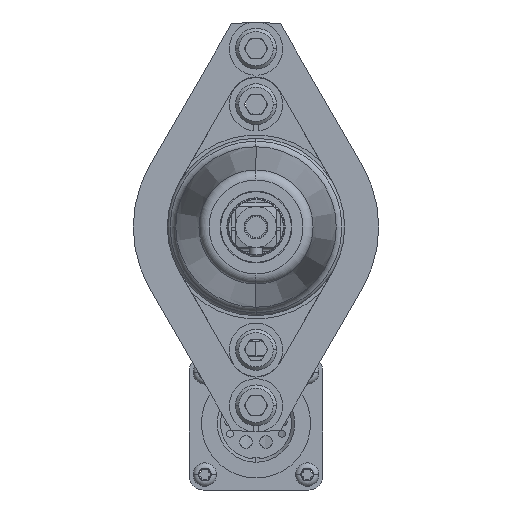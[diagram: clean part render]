
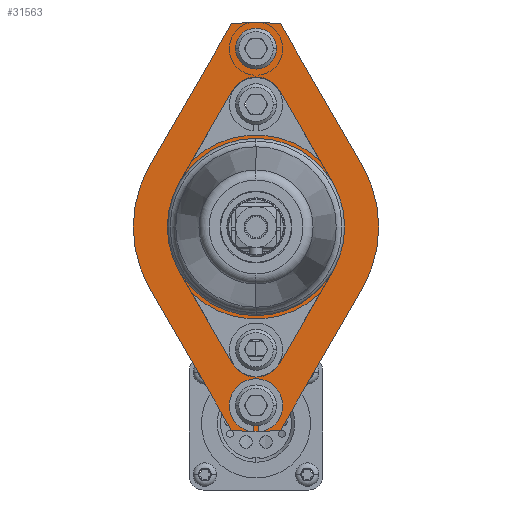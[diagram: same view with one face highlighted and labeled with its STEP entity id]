
A CAD part, left-side view. The second image highlights one B-rep face of the part: STEP entity #31563.
In plain terms, the highlighted planar face has unit normal (-1, 0, 0).
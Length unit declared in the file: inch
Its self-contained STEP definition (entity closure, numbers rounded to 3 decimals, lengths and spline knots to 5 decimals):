
#30383=DIRECTION('',(0.,-0.5,0.866));
#30384=VECTOR('',#30383,1.5);
#30385=CARTESIAN_POINT('',(-8.816,0.97928,0.5625));
#30386=LINE('',#30385,#30384);
#30387=CARTESIAN_POINT('',(-8.816,0.005,0.));
#30388=DIRECTION('',(1.,0.,0.));
#30389=DIRECTION('',(0.,0.12,0.993));
#30390=AXIS2_PLACEMENT_3D('',#30387,#30388,#30389);
#30392=DIRECTION('',(0.,-0.5,-0.866));
#30393=VECTOR('',#30392,1.5);
#30394=CARTESIAN_POINT('',(-8.816,-0.21928,1.86154));
#30395=LINE('',#30394,#30393);
#30396=CARTESIAN_POINT('',(-8.816,0.005,0.));
#30397=DIRECTION('',(1.,0.,0.));
#30398=DIRECTION('',(0.,-0.866,0.5));
#30399=AXIS2_PLACEMENT_3D('',#30396,#30397,#30398);
#30401=DIRECTION('',(0.,0.5,-0.866));
#30402=VECTOR('',#30401,1.5);
#30403=CARTESIAN_POINT('',(-8.816,-0.96928,-0.5625));
#30404=LINE('',#30403,#30402);
#30405=CARTESIAN_POINT('',(-8.816,0.005,0.));
#30406=DIRECTION('',(1.,0.,0.));
#30407=DIRECTION('',(0.,-0.12,-0.993));
#30408=AXIS2_PLACEMENT_3D('',#30405,#30406,#30407);
#30410=DIRECTION('',(0.,0.5,0.866));
#30411=VECTOR('',#30410,1.5);
#30412=CARTESIAN_POINT('',(-8.816,0.22928,-1.86154));
#30413=LINE('',#30412,#30411);
#30414=CARTESIAN_POINT('',(-8.816,0.005,0.));
#30415=DIRECTION('',(1.,0.,0.));
#30416=DIRECTION('',(0.,0.866,-0.5));
#30417=AXIS2_PLACEMENT_3D('',#30414,#30415,#30416);
#30419=CARTESIAN_POINT('',(-8.816,0.005,0.));
#30420=DIRECTION('',(-1.,0.,0.));
#30421=DIRECTION('',(0.,-1.,0.));
#30422=AXIS2_PLACEMENT_3D('',#30419,#30420,#30421);
#30424=CARTESIAN_POINT('',(-8.816,0.005,0.));
#30425=DIRECTION('',(-1.,0.,0.));
#30426=DIRECTION('',(0.,1.,0.));
#30427=AXIS2_PLACEMENT_3D('',#30424,#30425,#30426);
#30429=CARTESIAN_POINT('',(-8.816,0.005,-1.635));
#30430=DIRECTION('',(-1.,0.,0.));
#30431=DIRECTION('',(0.,-1.,0.));
#30432=AXIS2_PLACEMENT_3D('',#30429,#30430,#30431);
#30434=CARTESIAN_POINT('',(-8.816,0.005,-1.635));
#30435=DIRECTION('',(-1.,0.,0.));
#30436=DIRECTION('',(0.,1.,0.));
#30437=AXIS2_PLACEMENT_3D('',#30434,#30435,#30436);
#30439=CARTESIAN_POINT('',(-8.816,0.005,1.635));
#30440=DIRECTION('',(-1.,0.,0.));
#30441=DIRECTION('',(0.,-1.,0.));
#30442=AXIS2_PLACEMENT_3D('',#30439,#30440,#30441);
#30444=CARTESIAN_POINT('',(-8.816,0.005,1.635));
#30445=DIRECTION('',(-1.,0.,0.));
#30446=DIRECTION('',(0.,1.,0.));
#30447=AXIS2_PLACEMENT_3D('',#30444,#30445,#30446);
#30449=CARTESIAN_POINT('',(-8.816,0.005,1.125));
#30450=DIRECTION('',(-1.,0.,0.));
#30451=DIRECTION('',(0.,0.,1.));
#30452=AXIS2_PLACEMENT_3D('',#30449,#30450,#30451);
#30454=CARTESIAN_POINT('',(-8.816,0.005,1.125));
#30455=DIRECTION('',(-1.,0.,0.));
#30456=DIRECTION('',(0.,0.,-1.));
#30457=AXIS2_PLACEMENT_3D('',#30454,#30455,#30456);
#30459=CARTESIAN_POINT('',(-8.816,0.005,-1.125));
#30460=DIRECTION('',(-1.,0.,0.));
#30461=DIRECTION('',(0.,0.,1.));
#30462=AXIS2_PLACEMENT_3D('',#30459,#30460,#30461);
#30464=CARTESIAN_POINT('',(-8.816,0.005,-1.125));
#30465=DIRECTION('',(-1.,0.,0.));
#30466=DIRECTION('',(0.,0.,-1.));
#30467=AXIS2_PLACEMENT_3D('',#30464,#30465,#30466);
#31308=CARTESIAN_POINT('',(-8.816,0.70175,0.));
#31309=CARTESIAN_POINT('',(-8.816,-0.69175,0.));
#31310=VERTEX_POINT('',#31308);
#31311=VERTEX_POINT('',#31309);
#31312=CARTESIAN_POINT('',(-8.816,0.97928,0.5625));
#31313=CARTESIAN_POINT('',(-8.816,0.22928,1.86154));
#31314=VERTEX_POINT('',#31312);
#31315=VERTEX_POINT('',#31313);
#31316=CARTESIAN_POINT('',(-8.816,-0.21928,1.86154));
#31317=VERTEX_POINT('',#31316);
#31318=CARTESIAN_POINT('',(-8.816,-0.96928,0.5625));
#31319=VERTEX_POINT('',#31318);
#31320=CARTESIAN_POINT('',(-8.816,-0.96928,-0.5625));
#31321=VERTEX_POINT('',#31320);
#31322=CARTESIAN_POINT('',(-8.816,-0.21928,-1.86154));
#31323=VERTEX_POINT('',#31322);
#31324=CARTESIAN_POINT('',(-8.816,0.22928,-1.86154));
#31325=VERTEX_POINT('',#31324);
#31326=CARTESIAN_POINT('',(-8.816,0.97928,-0.5625));
#31327=VERTEX_POINT('',#31326);
#31344=CARTESIAN_POINT('',(-8.816,0.1455,-1.635));
#31345=CARTESIAN_POINT('',(-8.816,-0.1355,-1.635));
#31346=VERTEX_POINT('',#31344);
#31347=VERTEX_POINT('',#31345);
#31356=CARTESIAN_POINT('',(-8.816,0.005,0.9925));
#31357=CARTESIAN_POINT('',(-8.816,0.005,1.2575));
#31358=VERTEX_POINT('',#31356);
#31359=VERTEX_POINT('',#31357);
#31432=CARTESIAN_POINT('',(-8.816,0.005,-0.9925));
#31433=CARTESIAN_POINT('',(-8.816,0.005,-1.2575));
#31434=VERTEX_POINT('',#31432);
#31435=VERTEX_POINT('',#31433);
#31463=CARTESIAN_POINT('',(-8.816,0.1455,1.635));
#31464=CARTESIAN_POINT('',(-8.816,-0.1355,1.635));
#31465=VERTEX_POINT('',#31463);
#31466=VERTEX_POINT('',#31464);
#31510=CARTESIAN_POINT('',(-8.816,0.005,0.));
#31511=DIRECTION('',(1.,0.,0.));
#31512=DIRECTION('',(0.,1.,0.));
#31513=AXIS2_PLACEMENT_3D('',#31510,#31511,#31512);
#31514=PLANE('',#31513);
#31516=ORIENTED_EDGE('',*,*,#31515,.T.);
#31518=ORIENTED_EDGE('',*,*,#31517,.T.);
#31520=ORIENTED_EDGE('',*,*,#31519,.T.);
#31522=ORIENTED_EDGE('',*,*,#31521,.T.);
#31524=ORIENTED_EDGE('',*,*,#31523,.T.);
#31526=ORIENTED_EDGE('',*,*,#31525,.T.);
#31528=ORIENTED_EDGE('',*,*,#31527,.T.);
#31530=ORIENTED_EDGE('',*,*,#31529,.T.);
#31531=EDGE_LOOP('',(#31516,#31518,#31520,#31522,#31524,#31526,#31528,#31530));
#31532=FACE_OUTER_BOUND('',#31531,.F.);
#31534=ORIENTED_EDGE('',*,*,#31533,.T.);
#31536=ORIENTED_EDGE('',*,*,#31535,.T.);
#31537=EDGE_LOOP('',(#31534,#31536));
#31538=FACE_BOUND('',#31537,.F.);
#31540=ORIENTED_EDGE('',*,*,#31539,.T.);
#31542=ORIENTED_EDGE('',*,*,#31541,.T.);
#31543=EDGE_LOOP('',(#31540,#31542));
#31544=FACE_BOUND('',#31543,.F.);
#31546=ORIENTED_EDGE('',*,*,#31545,.T.);
#31548=ORIENTED_EDGE('',*,*,#31547,.T.);
#31549=EDGE_LOOP('',(#31546,#31548));
#31550=FACE_BOUND('',#31549,.F.);
#31552=ORIENTED_EDGE('',*,*,#31551,.T.);
#31554=ORIENTED_EDGE('',*,*,#31553,.T.);
#31555=EDGE_LOOP('',(#31552,#31554));
#31556=FACE_BOUND('',#31555,.F.);
#31558=ORIENTED_EDGE('',*,*,#31557,.T.);
#31560=ORIENTED_EDGE('',*,*,#31559,.T.);
#31561=EDGE_LOOP('',(#31558,#31560));
#31562=FACE_BOUND('',#31561,.F.);
#31563=ADVANCED_FACE('',(#31532,#31538,#31544,#31550,#31556,#31562),#31514,.F.);
#30391=CIRCLE('',#30390,1.875);
#30400=CIRCLE('',#30399,1.125);
#30409=CIRCLE('',#30408,1.875);
#30418=CIRCLE('',#30417,1.125);
#30423=CIRCLE('',#30422,0.69675);
#30428=CIRCLE('',#30427,0.69675);
#30433=CIRCLE('',#30432,0.1405);
#30438=CIRCLE('',#30437,0.1405);
#30443=CIRCLE('',#30442,0.1405);
#30448=CIRCLE('',#30447,0.1405);
#30453=CIRCLE('',#30452,0.1325);
#30458=CIRCLE('',#30457,0.1325);
#30463=CIRCLE('',#30462,0.1325);
#30468=CIRCLE('',#30467,0.1325);
#31515=EDGE_CURVE('',#31314,#31315,#30386,.T.);
#31517=EDGE_CURVE('',#31315,#31317,#30391,.T.);
#31519=EDGE_CURVE('',#31317,#31319,#30395,.T.);
#31521=EDGE_CURVE('',#31319,#31321,#30400,.T.);
#31523=EDGE_CURVE('',#31321,#31323,#30404,.T.);
#31525=EDGE_CURVE('',#31323,#31325,#30409,.T.);
#31527=EDGE_CURVE('',#31325,#31327,#30413,.T.);
#31529=EDGE_CURVE('',#31327,#31314,#30418,.T.);
#31533=EDGE_CURVE('',#31311,#31310,#30423,.T.);
#31535=EDGE_CURVE('',#31310,#31311,#30428,.T.);
#31539=EDGE_CURVE('',#31347,#31346,#30433,.T.);
#31541=EDGE_CURVE('',#31346,#31347,#30438,.T.);
#31545=EDGE_CURVE('',#31466,#31465,#30443,.T.);
#31547=EDGE_CURVE('',#31465,#31466,#30448,.T.);
#31551=EDGE_CURVE('',#31359,#31358,#30453,.T.);
#31553=EDGE_CURVE('',#31358,#31359,#30458,.T.);
#31557=EDGE_CURVE('',#31434,#31435,#30463,.T.);
#31559=EDGE_CURVE('',#31435,#31434,#30468,.T.);
